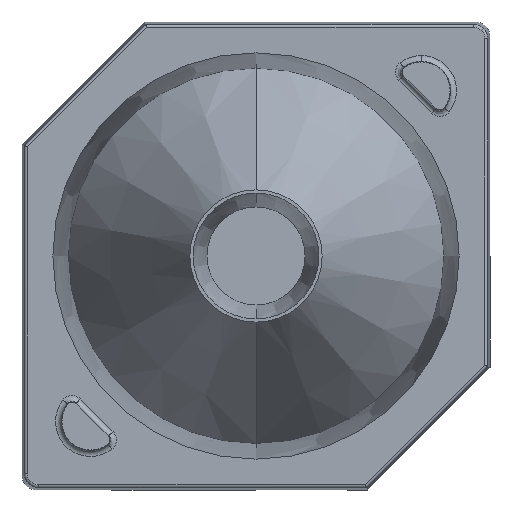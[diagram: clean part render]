
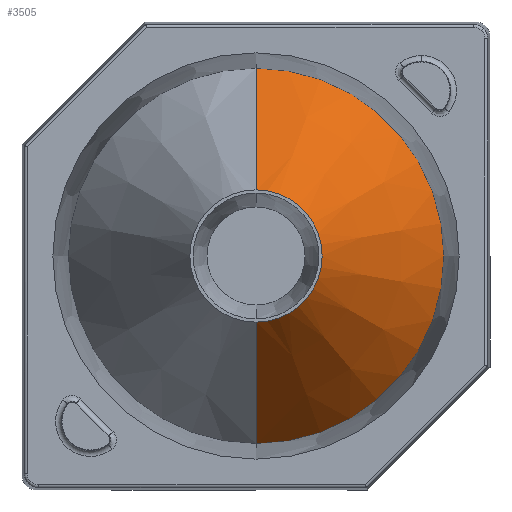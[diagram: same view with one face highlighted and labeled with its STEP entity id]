
A CAD part, front view. The second image highlights one B-rep face of the part: STEP entity #3505.
In plain terms, the highlighted conical face has half-angle 30.062 degrees and reference radius 6.425 mm.
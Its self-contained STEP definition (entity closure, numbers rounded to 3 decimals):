
#418 = CONICAL_SURFACE ( 'NONE', #2559, 6.425, 0.525 ) ;
#497 = CARTESIAN_POINT ( 'NONE',  ( 0., 0.75, 2.26 ) ) ;
#723 = LINE ( 'NONE', #1499, #1877 ) ;
#753 = DIRECTION ( 'NONE',  ( 0., 0., -1. ) ) ;
#884 = AXIS2_PLACEMENT_3D ( 'NONE', #1335, #3215, #753 ) ;
#1095 = CARTESIAN_POINT ( 'NONE',  ( 0., 7.946, 0. ) ) ;
#1243 = EDGE_CURVE ( 'NONE', #1769, #2256, #2163, .T. ) ;
#1304 = ORIENTED_EDGE ( 'NONE', *, *, #1975, .T. ) ;
#1335 = CARTESIAN_POINT ( 'NONE',  ( 0., 0.75, 0. ) ) ;
#1382 = DIRECTION ( 'NONE',  ( 0., 0., -1. ) ) ;
#1499 = CARTESIAN_POINT ( 'NONE',  ( 0., 7.946, 6.425 ) ) ;
#1615 = DIRECTION ( 'NONE',  ( 0., 0.865, -0.501 ) ) ;
#1662 = ORIENTED_EDGE ( 'NONE', *, *, #2377, .F. ) ;
#1769 = VERTEX_POINT ( 'NONE', #3171 ) ;
#1814 = DIRECTION ( 'NONE',  ( 0., 0., 1. ) ) ;
#1836 = FACE_OUTER_BOUND ( 'NONE', #2075, .T. ) ;
#1877 = VECTOR ( 'NONE', #3195, 1000. ) ;
#1975 = EDGE_CURVE ( 'NONE', #2430, #2277, #3021, .T. ) ;
#2075 = EDGE_LOOP ( 'NONE', ( #2857, #2823, #1304, #1662 ) ) ;
#2163 = CIRCLE ( 'NONE', #884, 2.26 ) ;
#2169 = LINE ( 'NONE', #2451, #2498 ) ;
#2208 = DIRECTION ( 'NONE',  ( 0., 1., 0. ) ) ;
#2256 = VERTEX_POINT ( 'NONE', #497 ) ;
#2277 = VERTEX_POINT ( 'NONE', #3048 ) ;
#2370 = CARTESIAN_POINT ( 'NONE',  ( 0., 7.946, -6.425 ) ) ;
#2377 = EDGE_CURVE ( 'NONE', #2256, #2277, #723, .T. ) ;
#2430 = VERTEX_POINT ( 'NONE', #2370 ) ;
#2451 = CARTESIAN_POINT ( 'NONE',  ( 0., 7.946, -6.425 ) ) ;
#2498 = VECTOR ( 'NONE', #1615, 1000. ) ;
#2559 = AXIS2_PLACEMENT_3D ( 'NONE', #1095, #2208, #1814 ) ;
#2590 = CARTESIAN_POINT ( 'NONE',  ( 0., 7.946, 0. ) ) ;
#2683 = AXIS2_PLACEMENT_3D ( 'NONE', #2590, #3003, #1382 ) ;
#2823 = ORIENTED_EDGE ( 'NONE', *, *, #2838, .T. ) ;
#2838 = EDGE_CURVE ( 'NONE', #1769, #2430, #2169, .T. ) ;
#2857 = ORIENTED_EDGE ( 'NONE', *, *, #1243, .F. ) ;
#3003 = DIRECTION ( 'NONE',  ( 0., -1., 0. ) ) ;
#3021 = CIRCLE ( 'NONE', #2683, 6.425 ) ;
#3048 = CARTESIAN_POINT ( 'NONE',  ( 0., 7.946, 6.425 ) ) ;
#3171 = CARTESIAN_POINT ( 'NONE',  ( 0., 0.75, -2.26 ) ) ;
#3195 = DIRECTION ( 'NONE',  ( 0., 0.865, 0.501 ) ) ;
#3215 = DIRECTION ( 'NONE',  ( 0., -1., 0. ) ) ;
#3505 = ADVANCED_FACE ( 'NONE', ( #1836 ), #418, .T. ) ;
